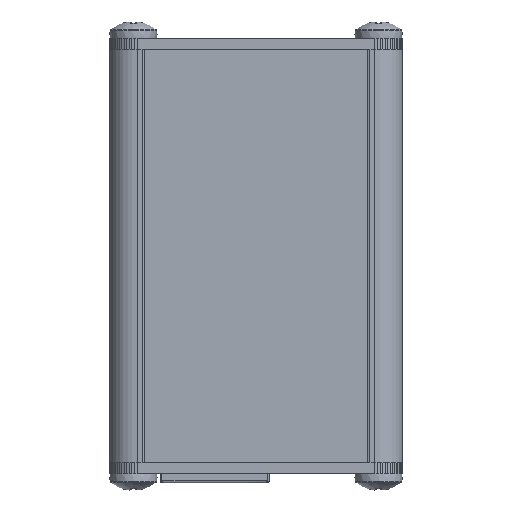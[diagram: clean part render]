
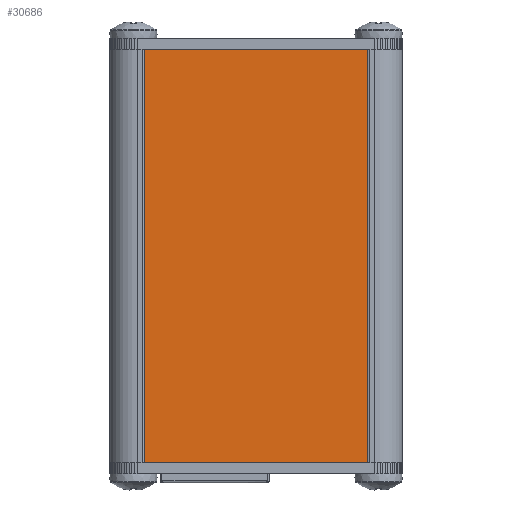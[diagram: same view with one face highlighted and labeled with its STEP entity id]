
A CAD part, front view. The second image highlights one B-rep face of the part: STEP entity #30686.
In plain terms, the highlighted planar face has unit normal (0, -1, 0).
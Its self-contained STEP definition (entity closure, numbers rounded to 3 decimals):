
#1542=PLANE('',#32792);
#2719=FACE_OUTER_BOUND('',#4412,.T.);
#4412=EDGE_LOOP('',(#21299,#21300,#21301,#21302));
#6198=LINE('',#44197,#9626);
#6201=LINE('',#44209,#9629);
#6202=LINE('',#44211,#9630);
#6203=LINE('',#44212,#9631);
#9626=VECTOR('',#35463,60.);
#9629=VECTOR('',#35474,60.);
#9630=VECTOR('',#35477,32.5);
#9631=VECTOR('',#35478,32.5);
#13935=VERTEX_POINT('',#44193);
#13937=VERTEX_POINT('',#44196);
#13940=VERTEX_POINT('',#44203);
#13942=VERTEX_POINT('',#44207);
#16807=EDGE_CURVE('',#13937,#13935,#6198,.T.);
#16813=EDGE_CURVE('',#13942,#13940,#6201,.T.);
#16814=EDGE_CURVE('',#13940,#13935,#6202,.T.);
#16815=EDGE_CURVE('',#13937,#13942,#6203,.T.);
#21299=ORIENTED_EDGE('',*,*,#16814,.F.);
#21300=ORIENTED_EDGE('',*,*,#16813,.F.);
#21301=ORIENTED_EDGE('',*,*,#16815,.F.);
#21302=ORIENTED_EDGE('',*,*,#16807,.T.);
#30686=ADVANCED_FACE('',(#2719),#1542,.F.);
#32792=AXIS2_PLACEMENT_3D('',#44210,#35475,#35476);
#35463=DIRECTION('',(0.,0.,-1.));
#35474=DIRECTION('',(0.,0.,-1.));
#35475=DIRECTION('center_axis',(0.,1.,0.));
#35476=DIRECTION('ref_axis',(0.,0.,1.));
#35477=DIRECTION('',(-1.,0.,0.));
#35478=DIRECTION('',(1.,0.,0.));
#44193=CARTESIAN_POINT('',(-16.25,-11.2,-30.));
#44196=CARTESIAN_POINT('',(-16.25,-11.2,30.));
#44197=CARTESIAN_POINT('',(-16.25,-11.2,30.));
#44203=CARTESIAN_POINT('',(16.25,-11.2,-30.));
#44207=CARTESIAN_POINT('',(16.25,-11.2,30.));
#44209=CARTESIAN_POINT('',(16.25,-11.2,30.));
#44210=CARTESIAN_POINT('Origin',(16.25,-11.2,30.));
#44211=CARTESIAN_POINT('',(16.25,-11.2,-30.));
#44212=CARTESIAN_POINT('',(-16.25,-11.2,30.));
